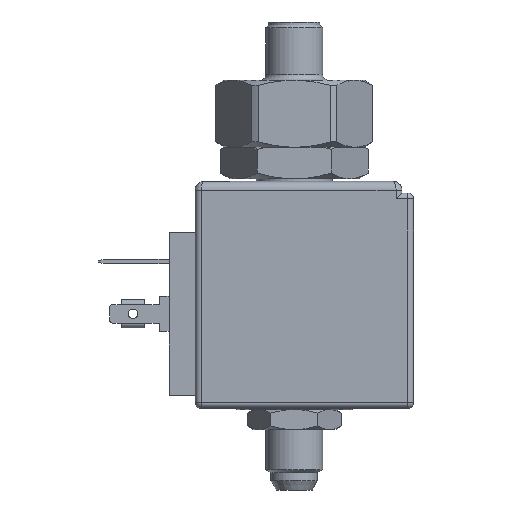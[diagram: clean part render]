
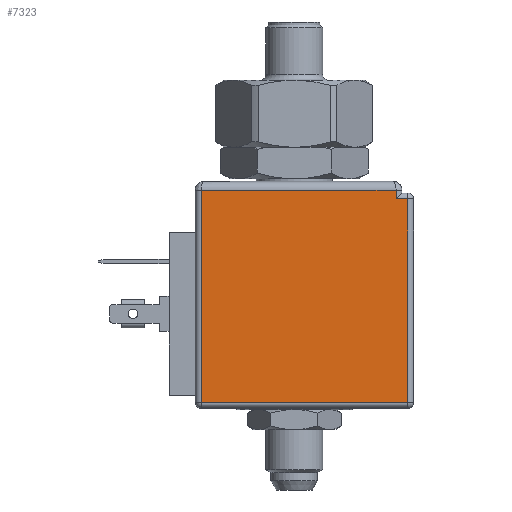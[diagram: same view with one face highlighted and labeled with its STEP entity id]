
A CAD part, front view. The second image highlights one B-rep face of the part: STEP entity #7323.
In plain terms, the highlighted face is planar.
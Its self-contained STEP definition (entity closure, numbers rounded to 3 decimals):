
#4728=DIRECTION('',(0.,-1.,0.));
#4729=VECTOR('',#4728,36.5);
#4730=CARTESIAN_POINT('',(-16.,33.,-15.));
#4731=LINE('',#4730,#4729);
#4735=DIRECTION('',(-1.,0.,0.));
#4736=VECTOR('',#4735,33.5);
#4737=CARTESIAN_POINT('',(17.5,-3.5,
-15.));
#4738=LINE('',#4737,#4736);
#4742=DIRECTION('',(0.,-1.,0.));
#4743=VECTOR('',#4742,1.5);
#4744=CARTESIAN_POINT('',(17.5,-2.,-15.));
#4745=LINE('',#4744,#4743);
#4749=DIRECTION('',(-1.,0.,0.));
#4750=VECTOR('',#4749,2.);
#4751=CARTESIAN_POINT('',(19.5,-2.,-15.));
#4752=LINE('',#4751,#4750);
#4756=DIRECTION('',(0.,-1.,0.));
#4757=VECTOR('',#4756,35.);
#4758=CARTESIAN_POINT('',(19.5,33.,-15.));
#4759=LINE('',#4758,#4757);
#4763=DIRECTION('',(1.,0.,0.));
#4764=VECTOR('',#4763,35.5);
#4765=CARTESIAN_POINT('',(-16.,33.,-15.));
#4766=LINE('',#4765,#4764);
#6819=CARTESIAN_POINT('',(-16.,33.,-15.));
#6820=CARTESIAN_POINT('',(-16.,-3.5,
-15.));
#6821=VERTEX_POINT('',#6819);
#6822=VERTEX_POINT('',#6820);
#6837=CARTESIAN_POINT('',(17.5,-3.5,
-15.));
#6838=VERTEX_POINT('',#6837);
#6865=CARTESIAN_POINT('',(19.5,33.,-15.));
#6866=VERTEX_POINT('',#6865);
#6867=CARTESIAN_POINT('',(19.5,-2.,-15.));
#6868=VERTEX_POINT('',#6867);
#6873=CARTESIAN_POINT('',(17.5,-2.,-15.));
#6874=VERTEX_POINT('',#6873);
#7305=CARTESIAN_POINT('',(0.,34.,-15.));
#7306=DIRECTION('',(0.,0.,1.));
#7307=DIRECTION('',(1.,0.,0.));
#7308=AXIS2_PLACEMENT_3D('',#7305,#7306,#7307);
#7309=PLANE('',#7308);
#7311=ORIENTED_EDGE('',*,*,#7310,.T.);
#7313=ORIENTED_EDGE('',*,*,#7312,.F.);
#7315=ORIENTED_EDGE('',*,*,#7314,.F.);
#7316=ORIENTED_EDGE('',*,*,#7295,.F.);
#7318=ORIENTED_EDGE('',*,*,#7317,.F.);
#7320=ORIENTED_EDGE('',*,*,#7319,.F.);
#7321=EDGE_LOOP('',(#7311,#7313,#7315,#7316,#7318,#7320));
#7322=FACE_OUTER_BOUND('',#7321,.F.);
#7323=ADVANCED_FACE('',(#7322),#7309,.F.);
#7295=EDGE_CURVE('',#6868,#6874,#4752,.T.);
#7310=EDGE_CURVE('',#6821,#6822,#4731,.T.);
#7312=EDGE_CURVE('',#6838,#6822,#4738,.T.);
#7314=EDGE_CURVE('',#6874,#6838,#4745,.T.);
#7317=EDGE_CURVE('',#6866,#6868,#4759,.T.);
#7319=EDGE_CURVE('',#6821,#6866,#4766,.T.);
